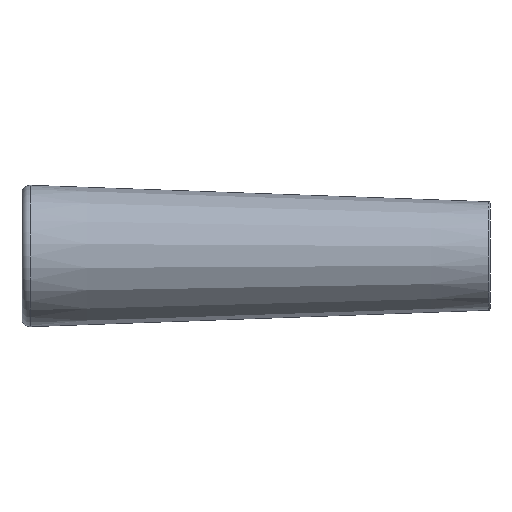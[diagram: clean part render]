
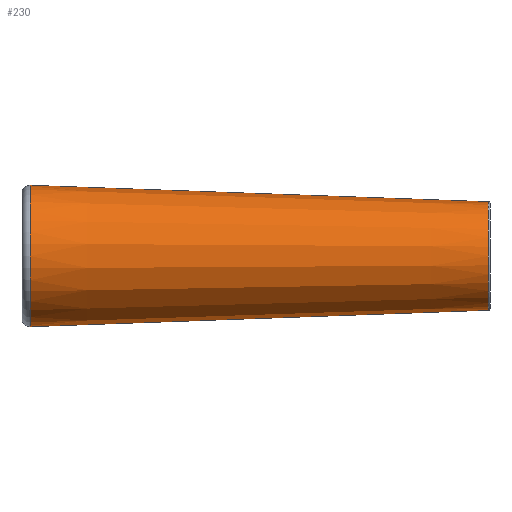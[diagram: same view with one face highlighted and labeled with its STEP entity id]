
A CAD part, left-side view. The second image highlights one B-rep face of the part: STEP entity #230.
In plain terms, the highlighted conical face has half-angle 2.054 degrees and reference radius 4.5 mm.
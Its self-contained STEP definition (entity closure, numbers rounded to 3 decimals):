
#4 = ORIENTED_EDGE ( 'NONE', *, *, #195, .F. ) ;
#49 = ORIENTED_EDGE ( 'NONE', *, *, #251, .F. ) ;
#51 = EDGE_CURVE ( 'NONE', #154, #135, #341, .T. ) ;
#67 = CARTESIAN_POINT ( 'NONE',  ( 0., 0.096, 0. ) ) ;
#72 = CARTESIAN_POINT ( 'NONE',  ( 0., 0.096, 3.453 ) ) ;
#83 = EDGE_CURVE ( 'NONE', #135, #311, #296, .T. ) ;
#86 = AXIS2_PLACEMENT_3D ( 'NONE', #330, #187, #275 ) ;
#90 = ORIENTED_EDGE ( 'NONE', *, *, #51, .T. ) ;
#95 = CARTESIAN_POINT ( 'NONE',  ( 0., 29.282, 4.5 ) ) ;
#98 = FACE_OUTER_BOUND ( 'NONE', #367, .T. ) ;
#110 = VECTOR ( 'NONE', #120, 1000. ) ;
#120 = DIRECTION ( 'NONE',  ( 0., 0.999, 0.036 ) ) ;
#127 = CARTESIAN_POINT ( 'NONE',  ( 0., 29.282, 4.5 ) ) ;
#131 = DIRECTION ( 'NONE',  ( 0., 1., 0. ) ) ;
#135 = VERTEX_POINT ( 'NONE', #127 ) ;
#148 = CARTESIAN_POINT ( 'NONE',  ( 0., 0.096, -3.453 ) ) ;
#149 = CARTESIAN_POINT ( 'NONE',  ( 0., 29.282, -4.5 ) ) ;
#154 = VERTEX_POINT ( 'NONE', #72 ) ;
#187 = DIRECTION ( 'NONE',  ( 0., -1., 0. ) ) ;
#195 = EDGE_CURVE ( 'NONE', #331, #311, #231, .T. ) ;
#217 = CONICAL_SURFACE ( 'NONE', #307, 4.5, 0.036 ) ;
#230 = ADVANCED_FACE ( 'NONE', ( #98 ), #217, .T. ) ;
#231 = LINE ( 'NONE', #309, #289 ) ;
#251 = EDGE_CURVE ( 'NONE', #154, #331, #329, .T. ) ;
#273 = DIRECTION ( 'NONE',  ( 0., -1., 0. ) ) ;
#275 = DIRECTION ( 'NONE',  ( 0., 0., -1. ) ) ;
#276 = CARTESIAN_POINT ( 'NONE',  ( 0., 29.282, 0. ) ) ;
#284 = DIRECTION ( 'NONE',  ( 0., 0., -1. ) ) ;
#287 = ORIENTED_EDGE ( 'NONE', *, *, #83, .T. ) ;
#289 = VECTOR ( 'NONE', #358, 1000. ) ;
#296 = CIRCLE ( 'NONE', #86, 4.5 ) ;
#307 = AXIS2_PLACEMENT_3D ( 'NONE', #276, #131, #332 ) ;
#309 = CARTESIAN_POINT ( 'NONE',  ( 0., 29.282, -4.5 ) ) ;
#311 = VERTEX_POINT ( 'NONE', #149 ) ;
#329 = CIRCLE ( 'NONE', #342, 3.453 ) ;
#330 = CARTESIAN_POINT ( 'NONE',  ( 0., 29.282, 0. ) ) ;
#331 = VERTEX_POINT ( 'NONE', #148 ) ;
#332 = DIRECTION ( 'NONE',  ( 0., 0., 1. ) ) ;
#341 = LINE ( 'NONE', #95, #110 ) ;
#342 = AXIS2_PLACEMENT_3D ( 'NONE', #67, #273, #284 ) ;
#358 = DIRECTION ( 'NONE',  ( 0., 0.999, -0.036 ) ) ;
#367 = EDGE_LOOP ( 'NONE', ( #4, #49, #90, #287 ) ) ;
